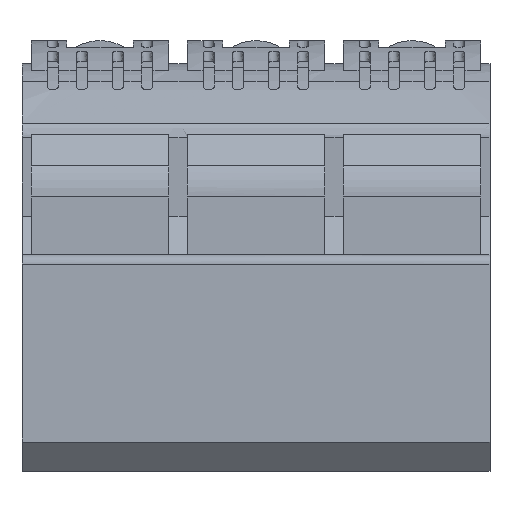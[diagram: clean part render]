
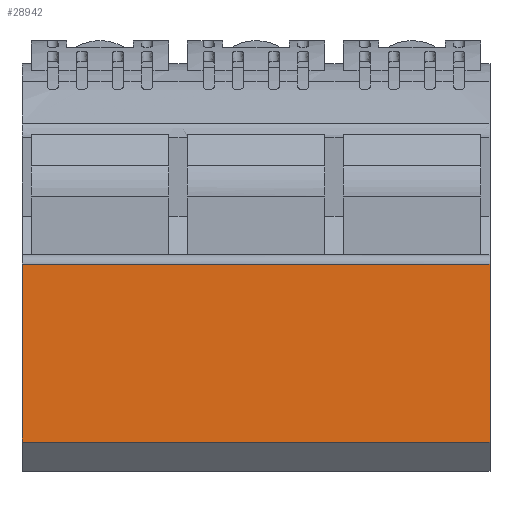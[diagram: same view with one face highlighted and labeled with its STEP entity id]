
A CAD part, front view. The second image highlights one B-rep face of the part: STEP entity #28942.
In plain terms, the highlighted free-form (B-spline) face has degree [1, 1] with [2, 2] control points.
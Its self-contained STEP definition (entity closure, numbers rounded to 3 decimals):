
#22710=CARTESIAN_POINT('V920',(-32.434,
   30.02,6.2));
#22711=VERTEX_POINT('V920',#22710);
#23007=CARTESIAN_POINT('V963',(-32.434,
   30.677,43.835));
#23008=VERTEX_POINT('V963',#23007);
#23022=CARTESIAN_POINT('E1399',(-32.434,
   30.02,6.2));
#23023=CARTESIAN_POINT('E1399',(-32.434,
   30.677,43.835));
#23024=B_SPLINE_CURVE_WITH_KNOTS('E1399',1,(#23022,#23023),
   .POLYLINE_FORM.,.F.,.U.,(2,2),(0.0,25.094),
   .UNSPECIFIED.);
#23025=EDGE_CURVE('E1399',#22711,#23008,#23024,.T.);
#23849=CARTESIAN_POINT('V1001',(-131.434,
   30.02,6.2));
#23850=VERTEX_POINT('V1001',#23849);
#23856=CARTESIAN_POINT('V1002',(-131.434,
   30.677,43.835));
#23857=VERTEX_POINT('V1002',#23856);
#23858=CARTESIAN_POINT('E1461',(-131.434,
   30.677,43.835));
#23859=CARTESIAN_POINT('E1461',(-131.434,
   30.02,6.2));
#23860=B_SPLINE_CURVE_WITH_KNOTS('E1461',1,(#23858,#23859),
   .POLYLINE_FORM.,.F.,.U.,(2,2),(0.0,25.094),
   .UNSPECIFIED.);
#23861=EDGE_CURVE('E1461',#23857,#23850,#23860,.T.);
#28918=CARTESIAN_POINT('E1540',(-131.434,
   30.677,43.835));
#28919=CARTESIAN_POINT('E1540',(-32.434,
   30.677,43.835));
#28920=QUASI_UNIFORM_CURVE('E1540',1,(#28918,#28919),.POLYLINE_FORM.,
   .F.,.U.);
#28921=EDGE_CURVE('E1540',#23857,#23008,#28920,.T.);
#28927=CARTESIAN_POINT('F518',(-27.284,
   29.984,4.118));
#28928=CARTESIAN_POINT('F518',(-27.284,
   30.713,45.917));
#28929=CARTESIAN_POINT('F518',(-136.584,
   29.984,4.118));
#28930=CARTESIAN_POINT('F518',(-136.584,
   30.713,45.917));
#28931=B_SPLINE_SURFACE_WITH_KNOTS('F518',1,1,((#28927,#28929),(
   #28928,#28930)),.PLANE_SURF.,.F.,.F.,.U.,(2,2),(2,2),(0.0,1.0),
   (0.0,2.615),.UNSPECIFIED.);
#28932=ORIENTED_EDGE('E1540',*,*,#28921,.F.);
#28933=ORIENTED_EDGE('E1461',*,*,#23861,.T.);
#28934=CARTESIAN_POINT('E1542',(-131.434,
   30.02,6.2));
#28935=CARTESIAN_POINT('E1542',(-32.434,
   30.02,6.2));
#28936=QUASI_UNIFORM_CURVE('E1542',1,(#28934,#28935),.POLYLINE_FORM.,
   .F.,.U.);
#28937=EDGE_CURVE('E1542',#23850,#22711,#28936,.T.);
#28938=ORIENTED_EDGE('E1542',*,*,#28937,.T.);
#28939=ORIENTED_EDGE('F467',*,*,#23025,.T.);
#28940=EDGE_LOOP('F518',(#28932,#28933,#28938,#28939));
#28941=FACE_OUTER_BOUND('F518',#28940,.T.);
#28942=ADVANCED_FACE('F518',(#28941),#28931,.T.);
